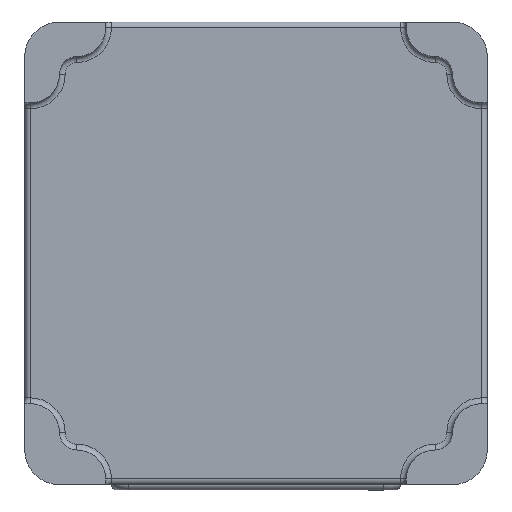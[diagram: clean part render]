
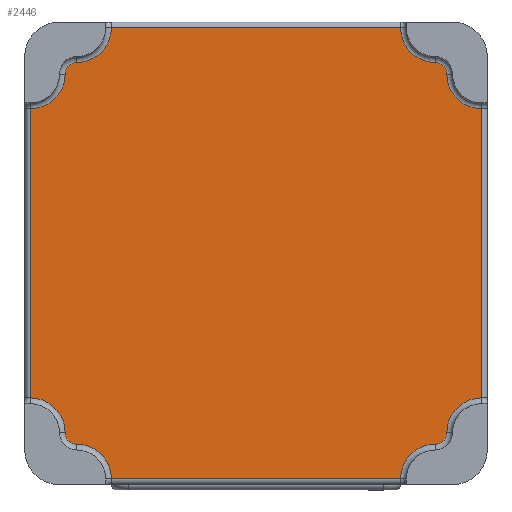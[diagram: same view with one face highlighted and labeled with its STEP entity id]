
A CAD part, front view. The second image highlights one B-rep face of the part: STEP entity #2446.
In plain terms, the highlighted planar face has unit normal (0, -1, 0).
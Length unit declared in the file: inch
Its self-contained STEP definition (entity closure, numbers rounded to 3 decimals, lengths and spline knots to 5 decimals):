
#55=PLANE('',#2713);
#200=FACE_OUTER_BOUND('',#350,.T.);
#350=EDGE_LOOP('',(#1871,#1872,#1873,#1874,#1875,#1876,#1877,#1878,#1879,
#1880,#1881,#1882,#1883,#1884,#1885,#1886));
#503=LINE('',#4107,#680);
#504=LINE('',#4109,#681);
#505=LINE('',#4110,#682);
#506=LINE('',#4111,#683);
#680=VECTOR('',#3280,0.3937);
#681=VECTOR('',#3283,0.3937);
#682=VECTOR('',#3284,0.3937);
#683=VECTOR('',#3285,0.3937);
#831=CIRCLE('',#2610,0.3);
#834=CIRCLE('',#2614,0.1);
#837=CIRCLE('',#2618,0.3);
#848=CIRCLE('',#2637,0.3);
#851=CIRCLE('',#2641,0.1);
#854=CIRCLE('',#2645,0.3);
#865=CIRCLE('',#2664,0.3);
#868=CIRCLE('',#2668,0.1);
#871=CIRCLE('',#2672,0.3);
#882=CIRCLE('',#2691,0.3);
#885=CIRCLE('',#2695,0.1);
#888=CIRCLE('',#2699,0.3);
#1024=VERTEX_POINT('',#3877);
#1026=VERTEX_POINT('',#3882);
#1028=VERTEX_POINT('',#3888);
#1030=VERTEX_POINT('',#3894);
#1042=VERTEX_POINT('',#3942);
#1044=VERTEX_POINT('',#3947);
#1046=VERTEX_POINT('',#3953);
#1048=VERTEX_POINT('',#3959);
#1058=VERTEX_POINT('',#3999);
#1060=VERTEX_POINT('',#4004);
#1062=VERTEX_POINT('',#4010);
#1064=VERTEX_POINT('',#4016);
#1075=VERTEX_POINT('',#4062);
#1077=VERTEX_POINT('',#4067);
#1079=VERTEX_POINT('',#4073);
#1081=VERTEX_POINT('',#4079);
#1283=EDGE_CURVE('',#1026,#1024,#831,.T.);
#1286=EDGE_CURVE('',#1028,#1026,#834,.T.);
#1289=EDGE_CURVE('',#1030,#1028,#837,.T.);
#1310=EDGE_CURVE('',#1044,#1042,#848,.T.);
#1313=EDGE_CURVE('',#1046,#1044,#851,.T.);
#1316=EDGE_CURVE('',#1048,#1046,#854,.T.);
#1336=EDGE_CURVE('',#1060,#1058,#865,.T.);
#1339=EDGE_CURVE('',#1062,#1060,#868,.T.);
#1342=EDGE_CURVE('',#1064,#1062,#871,.T.);
#1362=EDGE_CURVE('',#1077,#1075,#882,.T.);
#1365=EDGE_CURVE('',#1079,#1077,#885,.T.);
#1368=EDGE_CURVE('',#1081,#1079,#888,.T.);
#1382=EDGE_CURVE('',#1058,#1081,#503,.T.);
#1383=EDGE_CURVE('',#1042,#1030,#504,.T.);
#1384=EDGE_CURVE('',#1075,#1048,#505,.T.);
#1385=EDGE_CURVE('',#1024,#1064,#506,.T.);
#1871=ORIENTED_EDGE('',*,*,#1289,.F.);
#1872=ORIENTED_EDGE('',*,*,#1383,.F.);
#1873=ORIENTED_EDGE('',*,*,#1310,.F.);
#1874=ORIENTED_EDGE('',*,*,#1313,.F.);
#1875=ORIENTED_EDGE('',*,*,#1316,.F.);
#1876=ORIENTED_EDGE('',*,*,#1384,.F.);
#1877=ORIENTED_EDGE('',*,*,#1362,.F.);
#1878=ORIENTED_EDGE('',*,*,#1365,.F.);
#1879=ORIENTED_EDGE('',*,*,#1368,.F.);
#1880=ORIENTED_EDGE('',*,*,#1382,.F.);
#1881=ORIENTED_EDGE('',*,*,#1336,.F.);
#1882=ORIENTED_EDGE('',*,*,#1339,.F.);
#1883=ORIENTED_EDGE('',*,*,#1342,.F.);
#1884=ORIENTED_EDGE('',*,*,#1385,.F.);
#1885=ORIENTED_EDGE('',*,*,#1283,.F.);
#1886=ORIENTED_EDGE('',*,*,#1286,.F.);
#2446=ADVANCED_FACE('',(#200),#55,.T.);
#2610=AXIS2_PLACEMENT_3D('',#3884,#3044,#3045);
#2614=AXIS2_PLACEMENT_3D('',#3890,#3052,#3053);
#2618=AXIS2_PLACEMENT_3D('',#3896,#3060,#3061);
#2637=AXIS2_PLACEMENT_3D('',#3949,#3106,#3107);
#2641=AXIS2_PLACEMENT_3D('',#3955,#3114,#3115);
#2645=AXIS2_PLACEMENT_3D('',#3961,#3122,#3123);
#2664=AXIS2_PLACEMENT_3D('',#4006,#3168,#3169);
#2668=AXIS2_PLACEMENT_3D('',#4012,#3176,#3177);
#2672=AXIS2_PLACEMENT_3D('',#4018,#3184,#3185);
#2691=AXIS2_PLACEMENT_3D('',#4069,#3229,#3230);
#2695=AXIS2_PLACEMENT_3D('',#4075,#3237,#3238);
#2699=AXIS2_PLACEMENT_3D('',#4081,#3245,#3246);
#2713=AXIS2_PLACEMENT_3D('',#4108,#3281,#3282);
#3044=DIRECTION('center_axis',(0.,-1.,0.));
#3045=DIRECTION('ref_axis',(-0.707,0.,-0.707));
#3052=DIRECTION('center_axis',(0.,1.,0.));
#3053=DIRECTION('ref_axis',(0.707,0.,0.707));
#3060=DIRECTION('center_axis',(0.,-1.,0.));
#3061=DIRECTION('ref_axis',(-0.707,0.,-0.707));
#3106=DIRECTION('center_axis',(0.,-1.,0.));
#3107=DIRECTION('ref_axis',(0.707,0.,-0.707));
#3114=DIRECTION('center_axis',(0.,1.,0.));
#3115=DIRECTION('ref_axis',(-0.707,0.,0.707));
#3122=DIRECTION('center_axis',(0.,-1.,0.));
#3123=DIRECTION('ref_axis',(0.707,0.,-0.707));
#3168=DIRECTION('center_axis',(0.,-1.,0.));
#3169=DIRECTION('ref_axis',(-0.707,0.,0.707));
#3176=DIRECTION('center_axis',(0.,1.,0.));
#3177=DIRECTION('ref_axis',(0.707,0.,-0.707));
#3184=DIRECTION('center_axis',(0.,-1.,0.));
#3185=DIRECTION('ref_axis',(-0.707,0.,0.707));
#3229=DIRECTION('center_axis',(0.,-1.,0.));
#3230=DIRECTION('ref_axis',(0.707,0.,0.707));
#3237=DIRECTION('center_axis',(0.,1.,0.));
#3238=DIRECTION('ref_axis',(-0.707,0.,-0.707));
#3245=DIRECTION('center_axis',(0.,-1.,0.));
#3246=DIRECTION('ref_axis',(0.707,0.,0.707));
#3280=DIRECTION('',(-1.,0.,0.));
#3281=DIRECTION('center_axis',(0.,-1.,0.));
#3282=DIRECTION('ref_axis',(1.,0.,0.));
#3283=DIRECTION('',(1.,0.,0.));
#3284=DIRECTION('',(0.,0.,1.));
#3285=DIRECTION('',(0.,0.,-1.));
#3877=CARTESIAN_POINT('',(3.95,0.25,3.25));
#3882=CARTESIAN_POINT('',(3.65,0.25,3.55));
#3884=CARTESIAN_POINT('Origin',(3.95,0.25,3.55));
#3888=CARTESIAN_POINT('',(3.55,0.25,3.65));
#3890=CARTESIAN_POINT('Origin',(3.55,0.25,3.55));
#3894=CARTESIAN_POINT('',(3.25,0.25,3.95));
#3896=CARTESIAN_POINT('Origin',(3.55,0.25,3.95));
#3942=CARTESIAN_POINT('',(0.75,0.25,3.95));
#3947=CARTESIAN_POINT('',(0.45,0.25,3.65));
#3949=CARTESIAN_POINT('Origin',(0.45,0.25,3.95));
#3953=CARTESIAN_POINT('',(0.35,0.25,3.55));
#3955=CARTESIAN_POINT('Origin',(0.45,0.25,3.55));
#3959=CARTESIAN_POINT('',(0.05,0.25,3.25));
#3961=CARTESIAN_POINT('Origin',(0.05,0.25,3.55));
#3999=CARTESIAN_POINT('',(3.25,0.25,0.05));
#4004=CARTESIAN_POINT('',(3.55,0.25,0.35));
#4006=CARTESIAN_POINT('Origin',(3.55,0.25,0.05));
#4010=CARTESIAN_POINT('',(3.65,0.25,0.45));
#4012=CARTESIAN_POINT('Origin',(3.55,0.25,0.45));
#4016=CARTESIAN_POINT('',(3.95,0.25,0.75));
#4018=CARTESIAN_POINT('Origin',(3.95,0.25,0.45));
#4062=CARTESIAN_POINT('',(0.05,0.25,0.75));
#4067=CARTESIAN_POINT('',(0.35,0.25,0.45));
#4069=CARTESIAN_POINT('Origin',(0.05,0.25,0.45));
#4073=CARTESIAN_POINT('',(0.45,0.25,0.35));
#4075=CARTESIAN_POINT('Origin',(0.45,0.25,0.45));
#4079=CARTESIAN_POINT('',(0.75,0.25,0.05));
#4081=CARTESIAN_POINT('Origin',(0.45,0.25,0.05));
#4107=CARTESIAN_POINT('',(3.,0.25,0.05));
#4108=CARTESIAN_POINT('Origin',(2.,0.25,2.));
#4109=CARTESIAN_POINT('',(1.,0.25,3.95));
#4110=CARTESIAN_POINT('',(0.05,0.25,1.));
#4111=CARTESIAN_POINT('',(3.95,0.25,3.));
